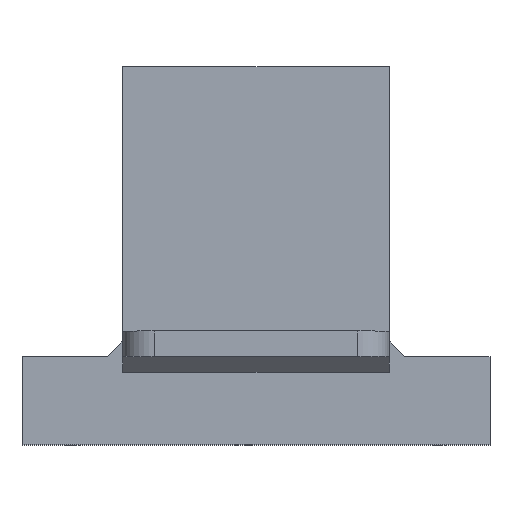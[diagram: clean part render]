
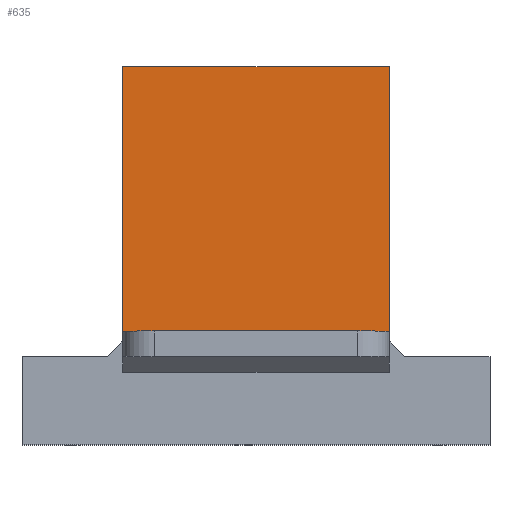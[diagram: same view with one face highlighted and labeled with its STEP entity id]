
A CAD part, top view. The second image highlights one B-rep face of the part: STEP entity #635.
In plain terms, the highlighted planar face has unit normal (0, 0, 1).
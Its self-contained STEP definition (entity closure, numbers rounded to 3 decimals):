
#72 = VERTEX_POINT('',#73);
#73 = CARTESIAN_POINT('',(0.,370.,-31.25));
#79 = EDGE_CURVE('',#72,#80,#82,.T.);
#80 = VERTEX_POINT('',#81);
#81 = CARTESIAN_POINT('',(0.,328.,-31.25));
#82 = LINE('',#83,#84);
#83 = CARTESIAN_POINT('',(0.,370.,-31.25));
#84 = VECTOR('',#85,1.);
#85 = DIRECTION('',(0.,-1.,0.));
#363 = EDGE_CURVE('',#80,#364,#366,.T.);
#364 = VERTEX_POINT('',#365);
#365 = CARTESIAN_POINT('',(-42.3,328.,-31.25));
#366 = LINE('',#367,#368);
#367 = CARTESIAN_POINT('',(0.,328.,-31.25));
#368 = VECTOR('',#369,1.);
#369 = DIRECTION('',(-1.,-0.,-0.));
#635 = ADVANCED_FACE('',(#636),#654,.T.);
#636 = FACE_BOUND('',#637,.T.);
#637 = EDGE_LOOP('',(#638,#646,#652,#653));
#638 = ORIENTED_EDGE('',*,*,#639,.T.);
#639 = EDGE_CURVE('',#72,#640,#642,.T.);
#640 = VERTEX_POINT('',#641);
#641 = CARTESIAN_POINT('',(-42.3,370.,-31.25));
#642 = LINE('',#643,#644);
#643 = CARTESIAN_POINT('',(0.,370.,-31.25));
#644 = VECTOR('',#645,1.);
#645 = DIRECTION('',(-1.,-0.,-0.));
#646 = ORIENTED_EDGE('',*,*,#647,.T.);
#647 = EDGE_CURVE('',#640,#364,#648,.T.);
#648 = LINE('',#649,#650);
#649 = CARTESIAN_POINT('',(-42.3,370.,-31.25));
#650 = VECTOR('',#651,1.);
#651 = DIRECTION('',(0.,-1.,0.));
#652 = ORIENTED_EDGE('',*,*,#363,.F.);
#653 = ORIENTED_EDGE('',*,*,#79,.F.);
#654 = PLANE('',#655);
#655 = AXIS2_PLACEMENT_3D('',#656,#657,#658);
#656 = CARTESIAN_POINT('',(0.,370.,-31.25));
#657 = DIRECTION('',(0.,0.,1.));
#658 = DIRECTION('',(0.,-1.,0.));
